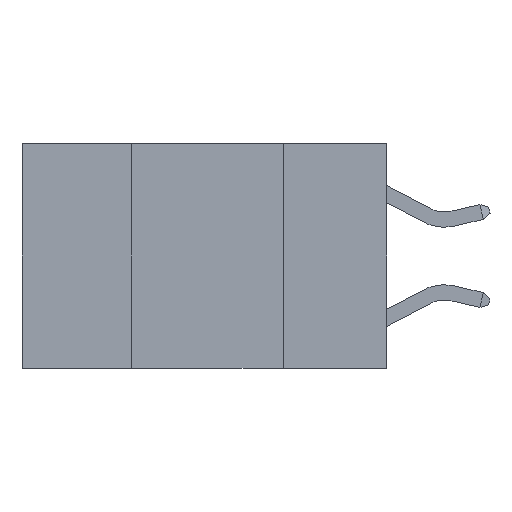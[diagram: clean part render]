
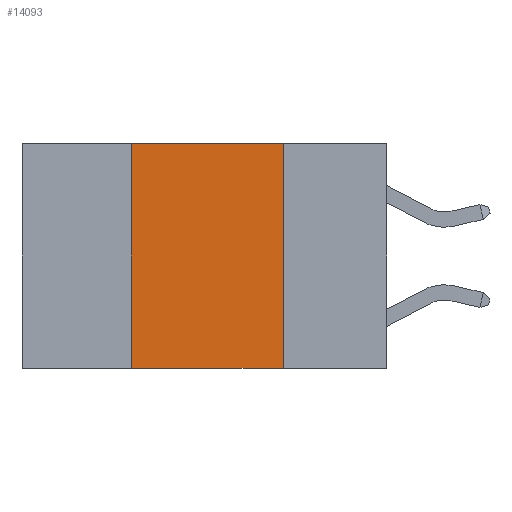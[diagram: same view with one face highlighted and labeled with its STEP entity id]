
A CAD part, left-side view. The second image highlights one B-rep face of the part: STEP entity #14093.
In plain terms, the highlighted planar face has unit normal (-1, 0, 0).
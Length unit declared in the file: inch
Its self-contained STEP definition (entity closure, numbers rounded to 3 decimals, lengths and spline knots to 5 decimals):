
#1164 = VERTEX_POINT ( 'NONE', #19608 ) ;
#1467 = ORIENTED_EDGE ( 'NONE', *, *, #14805, .F. ) ;
#2273 = PLANE ( 'NONE',  #14015 ) ;
#2336 = VECTOR ( 'NONE', #10640, 39.37008 ) ;
#2756 = CARTESIAN_POINT ( 'NONE',  ( 0., 0.42, 0. ) ) ;
#3088 = FACE_OUTER_BOUND ( 'NONE', #4320, .T. ) ;
#3880 = DIRECTION ( 'NONE',  ( 1., 0., 0. ) ) ;
#4320 = EDGE_LOOP ( 'NONE', ( #1467, #9976, #14784, #6741 ) ) ;
#6589 = EDGE_CURVE ( 'NONE', #16790, #16024, #13118, .T. ) ;
#6741 = ORIENTED_EDGE ( 'NONE', *, *, #6589, .T. ) ;
#7245 = CARTESIAN_POINT ( 'NONE',  ( 0., 0.17, -0.37 ) ) ;
#7491 = CARTESIAN_POINT ( 'NONE',  ( 0., 0.6, 0. ) ) ;
#8837 = VECTOR ( 'NONE', #10256, 39.37008 ) ;
#8849 = CARTESIAN_POINT ( 'NONE',  ( 0., 0.17, 0. ) ) ;
#9976 = ORIENTED_EDGE ( 'NONE', *, *, #13501, .F. ) ;
#10184 = CARTESIAN_POINT ( 'NONE',  ( 0., 0.42, 0. ) ) ;
#10256 = DIRECTION ( 'NONE',  ( 0., -1., 0. ) ) ;
#10613 = VERTEX_POINT ( 'NONE', #2756 ) ;
#10640 = DIRECTION ( 'NONE',  ( 0., -1., 0. ) ) ;
#11813 = DIRECTION ( 'NONE',  ( 0., 0., 1. ) ) ;
#12107 = LINE ( 'NONE', #10184, #20086 ) ;
#13118 = LINE ( 'NONE', #18248, #8837 ) ;
#13501 = EDGE_CURVE ( 'NONE', #10613, #1164, #15659, .T. ) ;
#13515 = CARTESIAN_POINT ( 'NONE',  ( 0., 0.6, 0. ) ) ;
#13699 = DIRECTION ( 'NONE',  ( 0., 0., -1. ) ) ;
#14015 = AXIS2_PLACEMENT_3D ( 'NONE', #13515, #3880, #15126 ) ;
#14067 = EDGE_CURVE ( 'NONE', #16790, #10613, #12107, .T. ) ;
#14093 = ADVANCED_FACE ( 'NONE', ( #3088 ), #2273, .F. ) ;
#14104 = VECTOR ( 'NONE', #13699, 39.37008 ) ;
#14784 = ORIENTED_EDGE ( 'NONE', *, *, #14067, .F. ) ;
#14805 = EDGE_CURVE ( 'NONE', #1164, #16024, #18323, .T. ) ;
#15126 = DIRECTION ( 'NONE',  ( 0., 0., -1. ) ) ;
#15493 = CARTESIAN_POINT ( 'NONE',  ( 0., 0.42, -0.37 ) ) ;
#15659 = LINE ( 'NONE', #7491, #2336 ) ;
#16024 = VERTEX_POINT ( 'NONE', #7245 ) ;
#16790 = VERTEX_POINT ( 'NONE', #15493 ) ;
#18248 = CARTESIAN_POINT ( 'NONE',  ( 0., 0.6, -0.37 ) ) ;
#18323 = LINE ( 'NONE', #8849, #14104 ) ;
#19608 = CARTESIAN_POINT ( 'NONE',  ( 0., 0.17, 0. ) ) ;
#20086 = VECTOR ( 'NONE', #11813, 39.37008 ) ;
